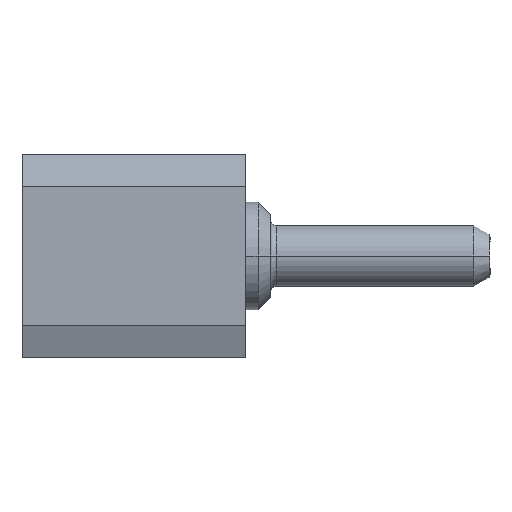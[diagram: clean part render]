
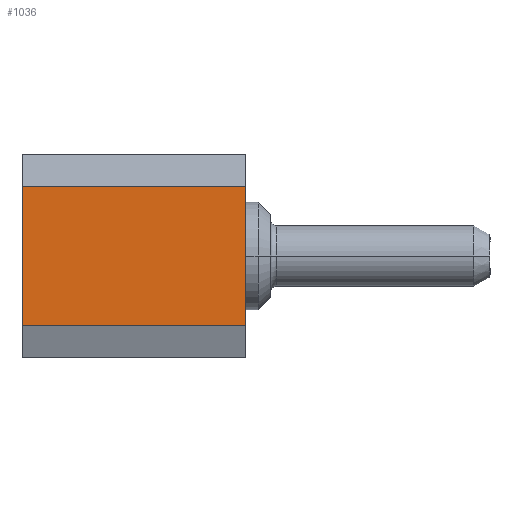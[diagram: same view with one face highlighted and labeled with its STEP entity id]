
A CAD part, left-side view. The second image highlights one B-rep face of the part: STEP entity #1036.
In plain terms, the highlighted planar face has unit normal (-1, 0, 0).
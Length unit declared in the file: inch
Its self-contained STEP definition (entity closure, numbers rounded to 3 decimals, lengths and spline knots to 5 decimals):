
#60 = VERTEX_POINT ( 'NONE', #1473 ) ;
#83 = VECTOR ( 'NONE', #902, 39.37008 ) ;
#153 = VECTOR ( 'NONE', #1517, 39.37008 ) ;
#242 = ORIENTED_EDGE ( 'NONE', *, *, #509, .F. ) ;
#509 = EDGE_CURVE ( 'NONE', #1638, #60, #609, .T. ) ;
#565 = DIRECTION ( 'NONE',  ( 0., 0., 1. ) ) ;
#577 = VERTEX_POINT ( 'NONE', #2267 ) ;
#609 = LINE ( 'NONE', #2085, #153 ) ;
#620 = DIRECTION ( 'NONE',  ( 0., 0., 1. ) ) ;
#726 = CARTESIAN_POINT ( 'NONE',  ( -0.01203, -0.11, -0.08425 ) ) ;
#868 = EDGE_CURVE ( 'NONE', #60, #1027, #1533, .T. ) ;
#902 = DIRECTION ( 'NONE',  ( 0., 1., 0. ) ) ;
#919 = LINE ( 'NONE', #1469, #2257 ) ;
#1027 = VERTEX_POINT ( 'NONE', #1028 ) ;
#1028 = CARTESIAN_POINT ( 'NONE',  ( -0.01203, 0., -0.01575 ) ) ;
#1036 = ADVANCED_FACE ( 'NONE', ( #1976 ), #2165, .T. ) ;
#1091 = DIRECTION ( 'NONE',  ( -1., 0., 0. ) ) ;
#1120 = CARTESIAN_POINT ( 'NONE',  ( -0.01203, -0.11, -0.01575 ) ) ;
#1136 = EDGE_CURVE ( 'NONE', #1638, #577, #919, .T. ) ;
#1255 = LINE ( 'NONE', #1120, #83 ) ;
#1358 = ORIENTED_EDGE ( 'NONE', *, *, #1136, .T. ) ;
#1469 = CARTESIAN_POINT ( 'NONE',  ( -0.01203, -0.11, -0.08425 ) ) ;
#1473 = CARTESIAN_POINT ( 'NONE',  ( -0.01203, 0., -0.08425 ) ) ;
#1517 = DIRECTION ( 'NONE',  ( 0., 1., 0. ) ) ;
#1533 = LINE ( 'NONE', #2259, #2176 ) ;
#1638 = VERTEX_POINT ( 'NONE', #1927 ) ;
#1661 = DIRECTION ( 'NONE',  ( 0., 0., 1. ) ) ;
#1808 = ORIENTED_EDGE ( 'NONE', *, *, #1913, .T. ) ;
#1913 = EDGE_CURVE ( 'NONE', #577, #1027, #1255, .T. ) ;
#1927 = CARTESIAN_POINT ( 'NONE',  ( -0.01203, -0.11, -0.08425 ) ) ;
#1976 = FACE_OUTER_BOUND ( 'NONE', #1983, .T. ) ;
#1983 = EDGE_LOOP ( 'NONE', ( #2370, #242, #1358, #1808 ) ) ;
#2085 = CARTESIAN_POINT ( 'NONE',  ( -0.01203, -0.11, -0.08425 ) ) ;
#2165 = PLANE ( 'NONE',  #2300 ) ;
#2176 = VECTOR ( 'NONE', #620, 39.37008 ) ;
#2257 = VECTOR ( 'NONE', #1661, 39.37008 ) ;
#2259 = CARTESIAN_POINT ( 'NONE',  ( -0.01203, 0., -0.08425 ) ) ;
#2267 = CARTESIAN_POINT ( 'NONE',  ( -0.01203, -0.11, -0.01575 ) ) ;
#2300 = AXIS2_PLACEMENT_3D ( 'NONE', #726, #1091, #565 ) ;
#2370 = ORIENTED_EDGE ( 'NONE', *, *, #868, .F. ) ;
